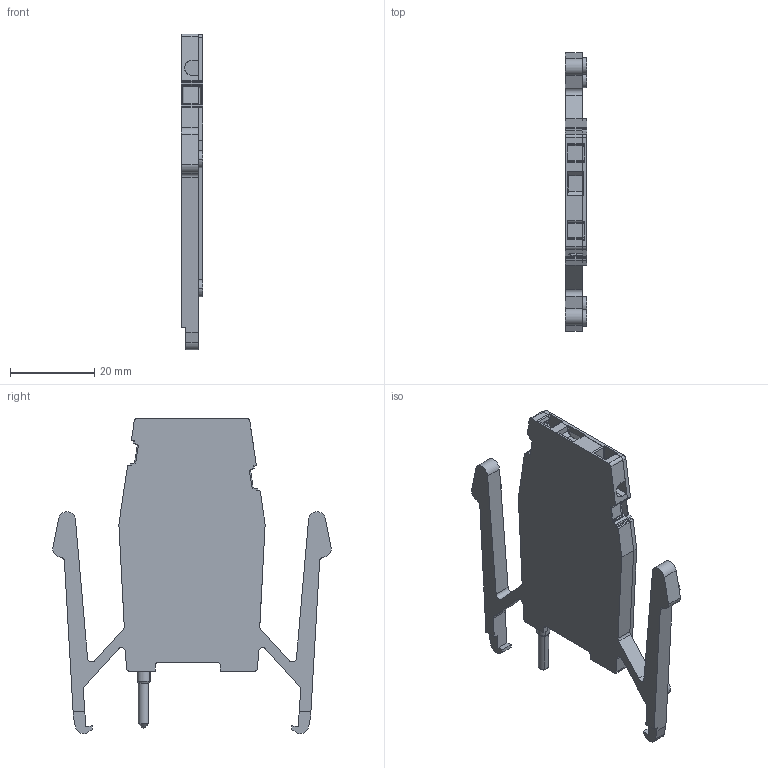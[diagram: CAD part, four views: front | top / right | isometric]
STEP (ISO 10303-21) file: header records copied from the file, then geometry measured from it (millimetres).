
FILE_DESCRIPTION(('CATIA V5R22 STEP214','CAx-IF Rec.Pracs.--- Model Styling and Organization---1.4--- 2014-01-23'),'2;1');
FILE_NAME ('D1453920_0', '2020-05-28T06:05:26+00:00', ('Weidmueller Interface'), ('Weidmueller'), 'CATIA Version 5-6 Release 2016 SP3 HF44', 'CATIA V5 STEP AP214', 'none');
FILE_SCHEMA(('AUTOMOTIVE_DESIGN { 1 0 10303 214 1 1 1 1 }'));
Length unit declared in the file: millimetre
Products named in the file (1): 1632380000_WTA_6_WTR2-5_AllCATPart
Bounding box: 5 x 66.1 x 74.87 mm (x, y, z)
Volume: 10689.4 mm3; surface area: 11177.2 mm2
Topology: 3 solids, 4 shells, 379 faces, 1051 edges, 698 vertices
Faces by surface type: plane 220, cylinder 155, cone 4
Entity records: 11702 total; most frequent: CARTESIAN_POINT 2276, ORIENTED_EDGE 2098, DIRECTION 1644, EDGE_CURVE 1049, VECTOR 724, LINE 724, VERTEX_POINT 698, AXIS2_PLACEMENT_3D 606
